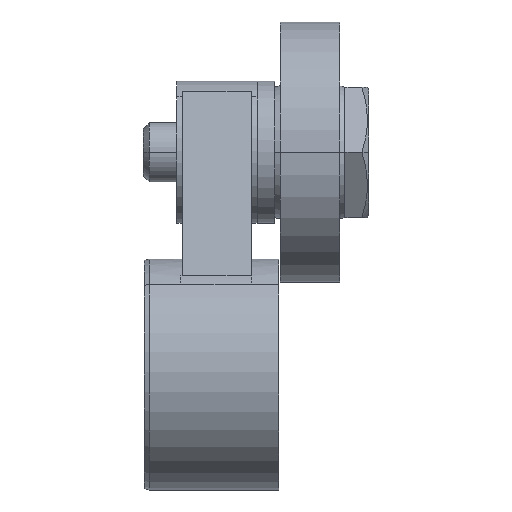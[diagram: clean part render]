
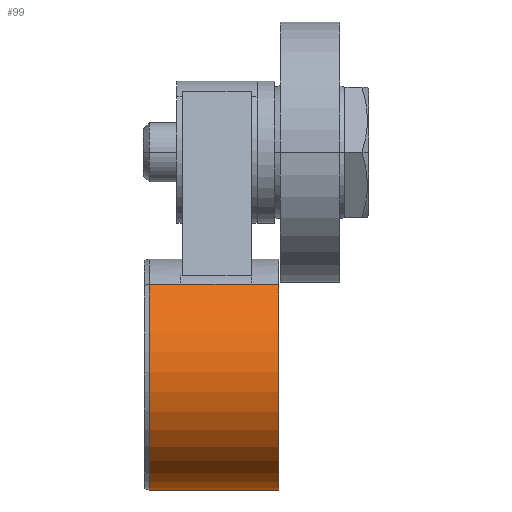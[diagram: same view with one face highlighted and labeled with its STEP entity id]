
A CAD part, left-side view. The second image highlights one B-rep face of the part: STEP entity #99.
In plain terms, the highlighted cylindrical face has radius 9.75 mm (diameter 19.5 mm), a partial arc.
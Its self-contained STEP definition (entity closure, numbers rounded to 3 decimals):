
#99=ADVANCED_FACE('',(#304),#305,.T.);
#304=FACE_OUTER_BOUND('',#677,.T.);
#305=CYLINDRICAL_SURFACE('',#678,9.75);
#677=EDGE_LOOP('',(#1221,#1222,#1223,#1224,#1225,#1226,#1227,#1228));
#678=AXIS2_PLACEMENT_3D('',#1229,#1230,#1231);
#1221=ORIENTED_EDGE('',*,*,#2386,.T.);
#1222=ORIENTED_EDGE('',*,*,#2446,.F.);
#1223=ORIENTED_EDGE('',*,*,#2449,.T.);
#1224=ORIENTED_EDGE('',*,*,#2444,.T.);
#1225=ORIENTED_EDGE('',*,*,#2381,.T.);
#1226=ORIENTED_EDGE('',*,*,#2443,.T.);
#1227=ORIENTED_EDGE('',*,*,#2450,.F.);
#1228=ORIENTED_EDGE('',*,*,#2441,.F.);
#1229=CARTESIAN_POINT('',(0.,-52.55,15.5));
#1230=DIRECTION('',(0.0,-1.0,0.0));
#1231=DIRECTION('',(-0.625,0.0,0.781));
#2381=EDGE_CURVE('',#2825,#2826,#2827,.T.);
#2386=EDGE_CURVE('',#2835,#2836,#2837,.T.);
#2441=EDGE_CURVE('',#2835,#2925,#2926,.T.);
#2443=EDGE_CURVE('',#2826,#2927,#2929,.T.);
#2444=EDGE_CURVE('',#2930,#2825,#2931,.T.);
#2446=EDGE_CURVE('',#2932,#2836,#2934,.T.);
#2449=EDGE_CURVE('',#2932,#2930,#2938,.T.);
#2450=EDGE_CURVE('',#2925,#2927,#2939,.T.);
#2825=VERTEX_POINT('',#3525);
#2826=VERTEX_POINT('',#3526);
#2827=LINE('',#3527,#3528);
#2835=VERTEX_POINT('',#3538);
#2836=VERTEX_POINT('',#3539);
#2837=LINE('',#3540,#3541);
#2925=VERTEX_POINT('',#3655);
#2926=LINE('',#3656,#3657);
#2927=VERTEX_POINT('',#3658);
#2929=LINE('',#3660,#3661);
#2930=VERTEX_POINT('',#3662);
#2931=LINE('',#3663,#3664);
#2932=VERTEX_POINT('',#3665);
#2934=LINE('',#3667,#3668);
#2938=CIRCLE('',#3672,9.75);
#2939=CIRCLE('',#3673,9.75);
#3525=CARTESIAN_POINT('',(6.094,-46.6,7.889));
#3526=CARTESIAN_POINT('',(6.094,-52.55,7.889));
#3527=CARTESIAN_POINT('',(6.094,-52.55,7.889));
#3528=VECTOR('',#4479,1.0);
#3538=CARTESIAN_POINT('',(-6.094,-52.55,23.111));
#3539=CARTESIAN_POINT('',(-6.094,-46.6,23.111));
#3540=CARTESIAN_POINT('',(-6.094,-52.55,23.111));
#3541=VECTOR('',#4488,1.0);
#3655=CARTESIAN_POINT('',(-6.094,-54.85,23.111));
#3656=CARTESIAN_POINT('',(-6.094,-52.55,23.111));
#3657=VECTOR('',#4599,2.3);
#3658=CARTESIAN_POINT('',(6.094,-54.85,7.889));
#3660=CARTESIAN_POINT('',(6.094,-52.55,7.889));
#3661=VECTOR('',#4603,2.3);
#3662=CARTESIAN_POINT('',(6.094,-43.95,7.889));
#3663=CARTESIAN_POINT('',(6.094,-43.95,7.889));
#3664=VECTOR('',#4604,2.65);
#3665=CARTESIAN_POINT('',(-6.094,-43.95,23.111));
#3667=CARTESIAN_POINT('',(-6.094,-43.95,23.111));
#3668=VECTOR('',#4608,2.65);
#3672=AXIS2_PLACEMENT_3D('',#4615,#4616,#4617);
#3673=AXIS2_PLACEMENT_3D('',#4618,#4619,#4620);
#4479=DIRECTION('',(0.0,-1.0,0.0));
#4488=DIRECTION('',(-0.0,1.0,-0.0));
#4599=DIRECTION('',(0.0,-1.0,0.0));
#4603=DIRECTION('',(0.0,-1.0,0.0));
#4604=DIRECTION('',(0.0,-1.0,0.0));
#4608=DIRECTION('',(0.0,-1.0,0.0));
#4615=CARTESIAN_POINT('',(0.,-43.95,15.5));
#4616=DIRECTION('',(0.0,-1.0,0.0));
#4617=DIRECTION('',(-0.625,0.0,0.781));
#4618=CARTESIAN_POINT('',(0.,-54.85,15.5));
#4619=DIRECTION('',(0.0,-1.0,0.0));
#4620=DIRECTION('',(-0.625,0.0,0.781));
